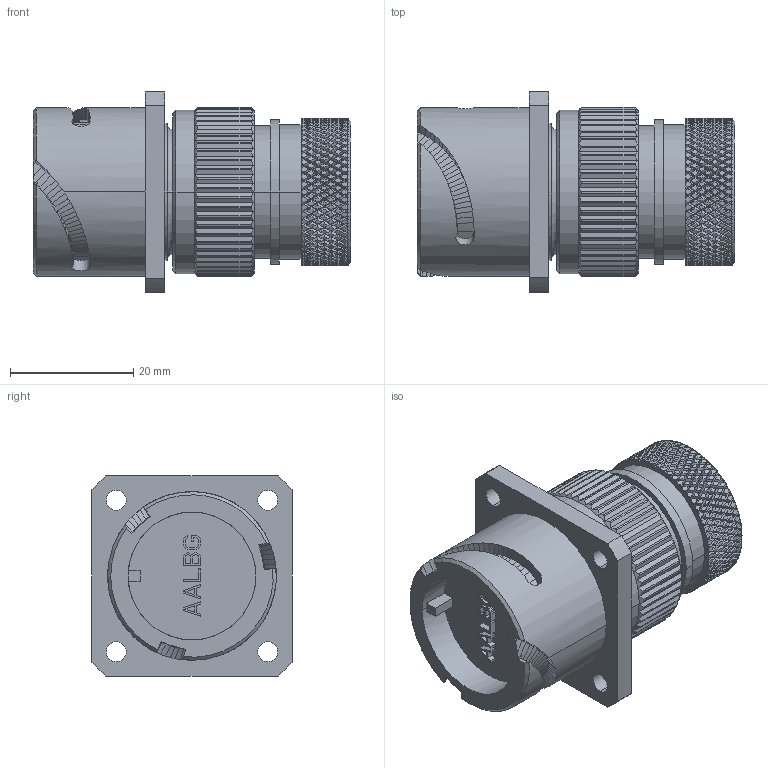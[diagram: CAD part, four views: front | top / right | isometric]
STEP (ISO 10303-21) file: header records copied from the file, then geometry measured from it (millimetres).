
FILE_DESCRIPTION((''),'2;1');
FILE_NAME('VG95234U-16S_SW0001','2023-03-23T10:10:31',('paultorloting'),('NET AG system integration'),'CREO PARAMETRIC BY PTC INC, 2021404','CREO PARAMETRIC BY PTC INC, 2021404','');
FILE_SCHEMA(('AUTOMOTIVE_DESIGN { 1 0 10303 214 1 1 1 1 }'));
Products named in the file (1): VG95234U-16S_SW0001
Bounding box: 51.6 x 32.51 x 32.51 mm (x, y, z)
Volume: 25441.7 mm3; surface area: 8797.2 mm2
Topology: 1 solids, 1 shells, 3408 faces, 7772 edges, 4393 vertices
Faces by surface type: plane 2546, cylinder 632, bspline 206, cone 20, torus 4
Entity records: 116516 total; most frequent: CARTESIAN_POINT 26939, ORIENTED_EDGE 15544, DIRECTION 11694, EDGE_CURVE 7772, VERTEX_POINT 4393, VECTOR 4367, LINE 4367, AXIS2_PLACEMENT_3D 3662
